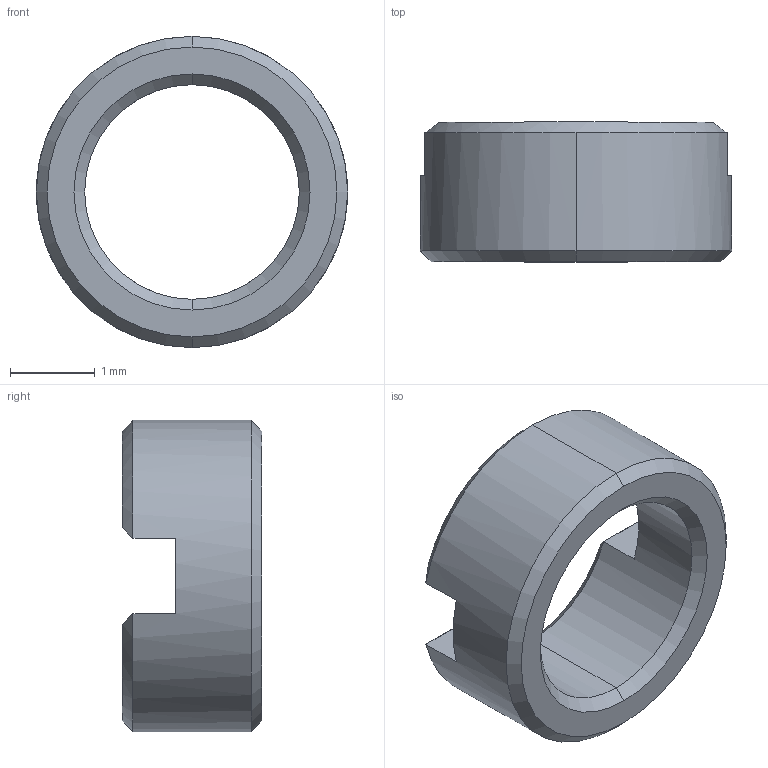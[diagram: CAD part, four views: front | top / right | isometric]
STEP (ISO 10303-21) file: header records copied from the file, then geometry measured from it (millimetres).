
FILE_DESCRIPTION (( 'STEP AP214' ), '1' );
FILE_NAME ('TTN090964-E0W.STEP', '2016-02-02T14:34:07', ( 'admin' ), ( '' ), 'SwSTEP 2.0', 'SolidWorks 2014', '' );
FILE_SCHEMA (( 'AUTOMOTIVE_DESIGN' ));
Length unit declared in the file: inch
Products named in the file (1): TTN090964-E0W
Bounding box: 3.68 x 1.65 x 3.68 mm (x, y, z)
Volume: 8.3 mm3; surface area: 39.8 mm2
Topology: 1 solids, 1 shells, 27 faces, 64 edges, 38 vertices
Faces by surface type: plane 13, cone 10, cylinder 4
Entity records: 850 total; most frequent: CARTESIAN_POINT 154, DIRECTION 138, ORIENTED_EDGE 128, EDGE_CURVE 64, AXIS2_PLACEMENT_3D 54, VERTEX_POINT 38, LINE 30, VECTOR 30
